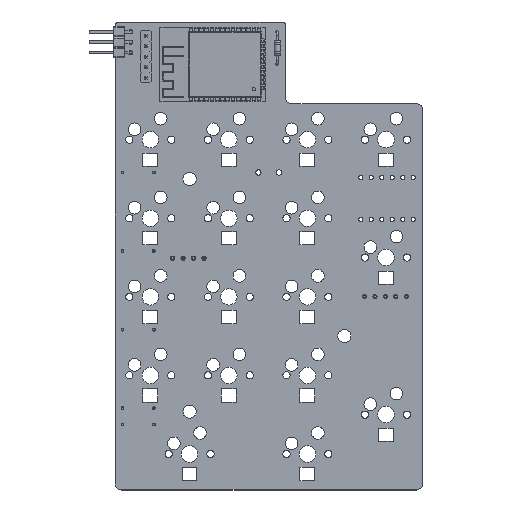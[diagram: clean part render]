
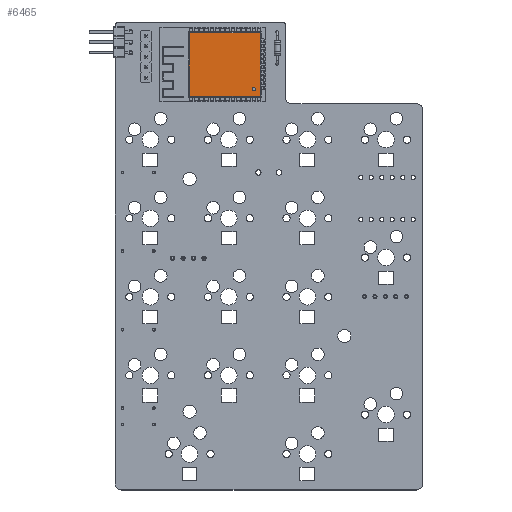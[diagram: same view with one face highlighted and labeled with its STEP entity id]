
A CAD part, top view. The second image highlights one B-rep face of the part: STEP entity #6465.
In plain terms, the highlighted planar face has unit normal (0, 0, 1).
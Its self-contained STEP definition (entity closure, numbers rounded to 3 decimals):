
#6403 = VERTEX_POINT('',#6404);
#6404 = CARTESIAN_POINT('',(-7.7,-8.6,3.1));
#6413 = EDGE_CURVE('',#6403,#6414,#6416,.T.);
#6414 = VERTEX_POINT('',#6415);
#6415 = CARTESIAN_POINT('',(-7.7,8.6,3.1));
#6416 = LINE('',#6417,#6418);
#6417 = CARTESIAN_POINT('',(-7.7,-8.7,3.1));
#6418 = VECTOR('',#6419,1.);
#6419 = DIRECTION('',(0.,1.,0.));
#6465 = ADVANCED_FACE('',(#6466,#6491),#6502,.T.);
#6466 = FACE_BOUND('',#6467,.T.);
#6467 = EDGE_LOOP('',(#6468,#6469,#6477,#6485));
#6468 = ORIENTED_EDGE('',*,*,#6413,.F.);
#6469 = ORIENTED_EDGE('',*,*,#6470,.T.);
#6470 = EDGE_CURVE('',#6403,#6471,#6473,.T.);
#6471 = VERTEX_POINT('',#6472);
#6472 = CARTESIAN_POINT('',(7.7,-8.6,3.1));
#6473 = LINE('',#6474,#6475);
#6474 = CARTESIAN_POINT('',(-7.8,-8.6,3.1));
#6475 = VECTOR('',#6476,1.);
#6476 = DIRECTION('',(1.,0.,0.));
#6477 = ORIENTED_EDGE('',*,*,#6478,.T.);
#6478 = EDGE_CURVE('',#6471,#6479,#6481,.T.);
#6479 = VERTEX_POINT('',#6480);
#6480 = CARTESIAN_POINT('',(7.7,8.6,3.1));
#6481 = LINE('',#6482,#6483);
#6482 = CARTESIAN_POINT('',(7.7,-8.7,3.1));
#6483 = VECTOR('',#6484,1.);
#6484 = DIRECTION('',(0.,1.,0.));
#6485 = ORIENTED_EDGE('',*,*,#6486,.F.);
#6486 = EDGE_CURVE('',#6414,#6479,#6487,.T.);
#6487 = LINE('',#6488,#6489);
#6488 = CARTESIAN_POINT('',(-7.8,8.6,3.1));
#6489 = VECTOR('',#6490,1.);
#6490 = DIRECTION('',(1.,0.,0.));
#6491 = FACE_BOUND('',#6492,.T.);
#6492 = EDGE_LOOP('',(#6493));
#6493 = ORIENTED_EDGE('',*,*,#6494,.F.);
#6494 = EDGE_CURVE('',#6495,#6495,#6497,.T.);
#6495 = VERTEX_POINT('',#6496);
#6496 = CARTESIAN_POINT('',(-5.6,-7.,3.1));
#6497 = CIRCLE('',#6498,0.4);
#6498 = AXIS2_PLACEMENT_3D('',#6499,#6500,#6501);
#6499 = CARTESIAN_POINT('',(-6.,-7.,3.1));
#6500 = DIRECTION('',(0.,0.,1.));
#6501 = DIRECTION('',(1.,0.,-0.));
#6502 = PLANE('',#6503);
#6503 = AXIS2_PLACEMENT_3D('',#6504,#6505,#6506);
#6504 = CARTESIAN_POINT('',(-7.8,-8.7,3.1));
#6505 = DIRECTION('',(0.,0.,1.));
#6506 = DIRECTION('',(1.,0.,-0.));
